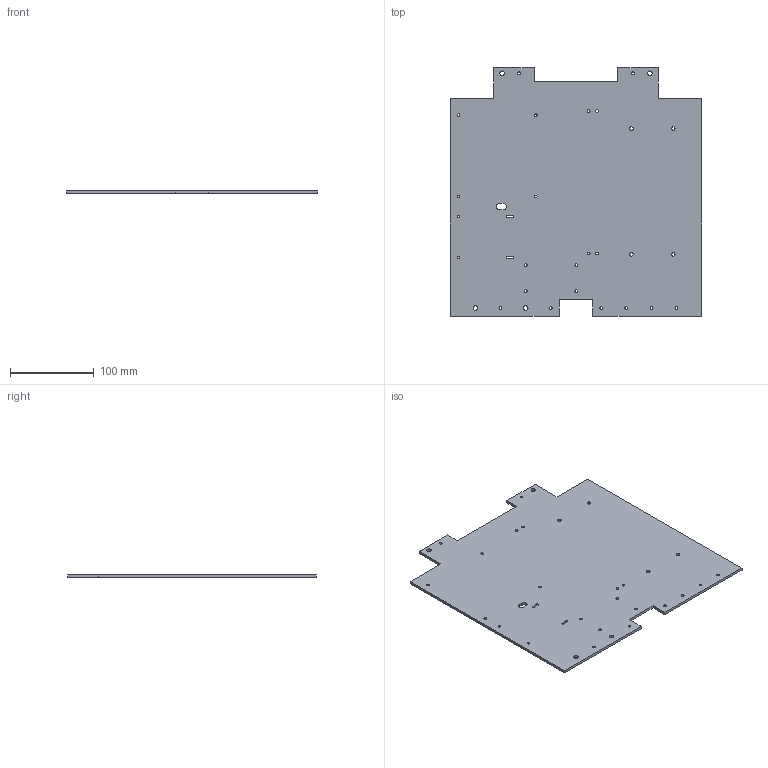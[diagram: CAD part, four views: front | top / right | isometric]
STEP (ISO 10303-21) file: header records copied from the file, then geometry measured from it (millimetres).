
FILE_DESCRIPTION (( 'STEP AP214' ), '1' );
FILE_NAME ('electronicsPannel.STEP', '2025-09-18T19:07:51', ( '' ), ( '' ), 'SwSTEP 2.0', 'SolidWorks 2024', '' );
FILE_SCHEMA (( 'AUTOMOTIVE_DESIGN' ));
Length unit declared in the file: millimetre
Products named in the file (1): electronicsPannel
Bounding box: 300 x 296.8 x 3.17 mm (x, y, z)
Volume: 261237.3 mm3; surface area: 169912.8 mm2
Topology: 1 solids, 1 shells, 93 faces, 273 edges, 182 vertices
Faces by surface type: cylinder 69, plane 24
Entity records: 4343 total; most frequent: DIRECTION 599, CARTESIAN_POINT 549, ORIENTED_EDGE 546, EDGE_CURVE 273, AXIS2_PLACEMENT_3D 232, VERTEX_POINT 182, EDGE_LOOP 159, CIRCLE 138
